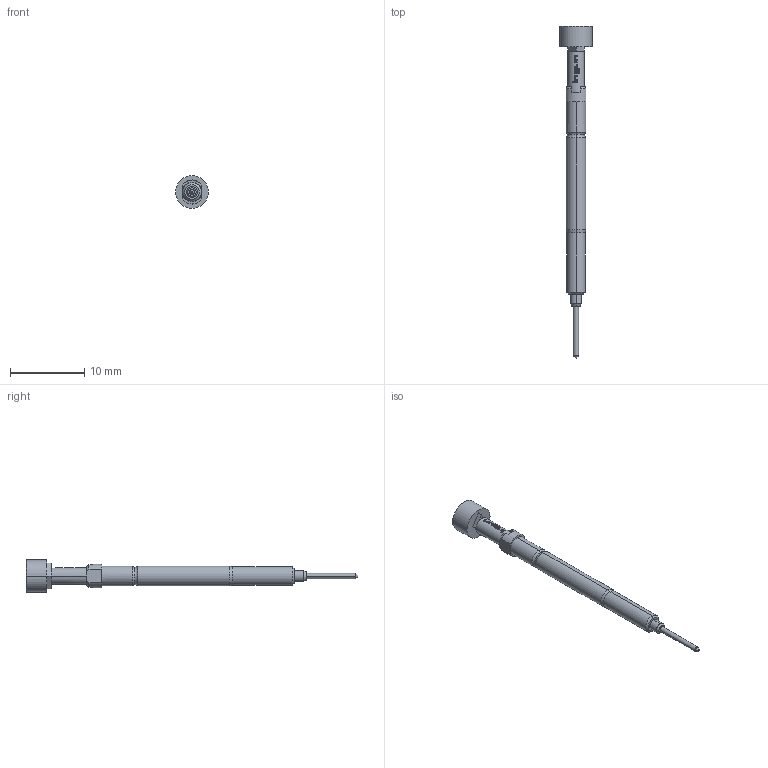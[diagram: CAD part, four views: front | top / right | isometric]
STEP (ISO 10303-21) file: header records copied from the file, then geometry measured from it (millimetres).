
FILE_DESCRIPTION (( 'STEP AP203' ), '1' );
FILE_NAME ('INGUN_SKS-465_302_450_A_xx02_SF.STEP', '2022-02-16T12:49:54', ( 'ochi' ), ( '' ), 'SwSTEP 2.0', 'SolidWorks 2018', '' );
FILE_SCHEMA (( 'CONFIG_CONTROL_DESIGN' ));
Length unit declared in the file: millimetre
Products named in the file (1): INGUN_SKS-465_302_450_A_xx02_SF
Bounding box: 4.4 x 44.8 x 4.4 mm (x, y, z)
Volume: 218.6 mm3; surface area: 373.5 mm2
Topology: 1 solids, 1 shells, 143 faces, 365 edges, 234 vertices
Faces by surface type: bspline 52, plane 42, cylinder 27, cone 14, torus 8
Entity records: 5414 total; most frequent: CARTESIAN_POINT 2355, ORIENTED_EDGE 730, DIRECTION 433, EDGE_CURVE 365, VERTEX_POINT 234, B_SPLINE_CURVE_WITH_KNOTS 198, AXIS2_PLACEMENT_3D 174, EDGE_LOOP 153
